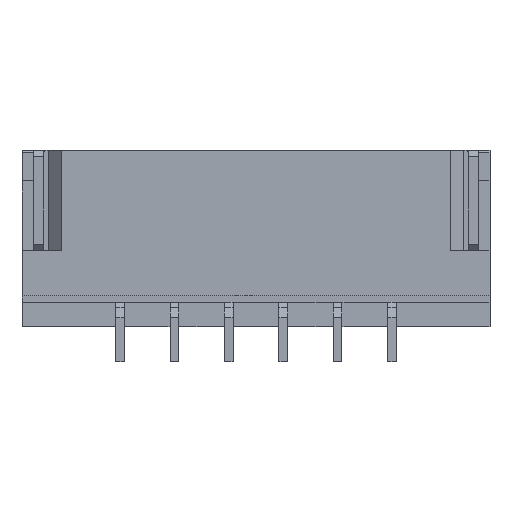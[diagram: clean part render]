
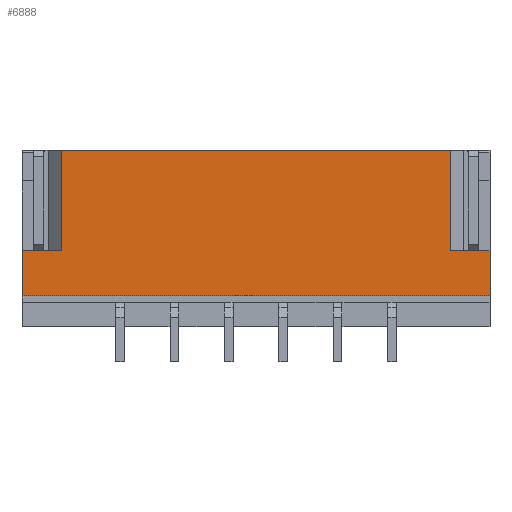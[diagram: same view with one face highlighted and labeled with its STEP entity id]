
A CAD part, front view. The second image highlights one B-rep face of the part: STEP entity #6888.
In plain terms, the highlighted planar face has unit normal (0, -1, 0).
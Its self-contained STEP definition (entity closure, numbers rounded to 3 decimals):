
#53 = ORIENTED_EDGE ( 'NONE', *, *, #6172, .T. ) ;
#107 = CARTESIAN_POINT ( 'NONE',  ( 7.875, 0.18, 2.025 ) ) ;
#312 = EDGE_LOOP ( 'NONE', ( #960, #9363, #53, #7789, #3540, #1919, #5573, #2996 ) ) ;
#505 = DIRECTION ( 'NONE',  ( 0., 1., 0. ) ) ;
#514 = DIRECTION ( 'NONE',  ( -1., 0., 0. ) ) ;
#745 = VECTOR ( 'NONE', #1341, 1000. ) ;
#770 = VECTOR ( 'NONE', #514, 1000. ) ;
#960 = ORIENTED_EDGE ( 'NONE', *, *, #1654, .T. ) ;
#1145 = EDGE_CURVE ( 'NONE', #4277, #7577, #6039, .T. ) ;
#1341 = DIRECTION ( 'NONE',  ( 0., 0., -1. ) ) ;
#1348 = VERTEX_POINT ( 'NONE', #1602 ) ;
#1442 = LINE ( 'NONE', #7351, #3174 ) ;
#1602 = CARTESIAN_POINT ( 'NONE',  ( -6.975, 0.18, -0.275 ) ) ;
#1654 = EDGE_CURVE ( 'NONE', #2940, #6976, #9386, .T. ) ;
#1735 = VERTEX_POINT ( 'NONE', #7996 ) ;
#1745 = DIRECTION ( 'NONE',  ( 0., 0., -1. ) ) ;
#1805 = CARTESIAN_POINT ( 'NONE',  ( 2.875, 0.18, 0. ) ) ;
#1898 = AXIS2_PLACEMENT_3D ( 'NONE', #9154, #505, #4967 ) ;
#1919 = ORIENTED_EDGE ( 'NONE', *, *, #8755, .F. ) ;
#1946 = DIRECTION ( 'NONE',  ( 0., 0., -1. ) ) ;
#2160 = CARTESIAN_POINT ( 'NONE',  ( 1.975, 0.18, -0.275 ) ) ;
#2618 = LINE ( 'NONE', #1805, #8379 ) ;
#2940 = VERTEX_POINT ( 'NONE', #6520 ) ;
#2996 = ORIENTED_EDGE ( 'NONE', *, *, #8943, .F. ) ;
#3174 = VECTOR ( 'NONE', #5184, 1000. ) ;
#3214 = EDGE_CURVE ( 'NONE', #8318, #1735, #1442, .T. ) ;
#3375 = LINE ( 'NONE', #4868, #4528 ) ;
#3437 = CARTESIAN_POINT ( 'NONE',  ( -6.975, 0.18, -0.275 ) ) ;
#3517 = FACE_OUTER_BOUND ( 'NONE', #312, .T. ) ;
#3540 = ORIENTED_EDGE ( 'NONE', *, *, #1145, .F. ) ;
#3583 = LINE ( 'NONE', #2160, #745 ) ;
#4101 = EDGE_CURVE ( 'NONE', #8367, #7577, #5728, .T. ) ;
#4112 = LINE ( 'NONE', #3437, #4543 ) ;
#4277 = VERTEX_POINT ( 'NONE', #7728 ) ;
#4444 = VECTOR ( 'NONE', #7417, 1000. ) ;
#4528 = VECTOR ( 'NONE', #6206, 1000. ) ;
#4543 = VECTOR ( 'NONE', #6287, 1000. ) ;
#4868 = CARTESIAN_POINT ( 'NONE',  ( -7.275, 0.18, -0.275 ) ) ;
#4967 = DIRECTION ( 'NONE',  ( 0., 0., 1. ) ) ;
#5184 = DIRECTION ( 'NONE',  ( 1., 0., 0. ) ) ;
#5573 = ORIENTED_EDGE ( 'NONE', *, *, #3214, .F. ) ;
#5728 = LINE ( 'NONE', #8640, #9098 ) ;
#5958 = CARTESIAN_POINT ( 'NONE',  ( -7.875, 0.18, -0.275 ) ) ;
#6039 = LINE ( 'NONE', #7575, #770 ) ;
#6172 = EDGE_CURVE ( 'NONE', #1348, #8367, #3375, .T. ) ;
#6206 = DIRECTION ( 'NONE',  ( -1., 0., 0. ) ) ;
#6287 = DIRECTION ( 'NONE',  ( 0., 0., -1. ) ) ;
#6520 = CARTESIAN_POINT ( 'NONE',  ( 1.975, 0.18, 2.025 ) ) ;
#6668 = CARTESIAN_POINT ( 'NONE',  ( 1.975, 0.18, -0.275 ) ) ;
#6888 = ADVANCED_FACE ( 'NONE', ( #3517 ), #7698, .F. ) ;
#6976 = VERTEX_POINT ( 'NONE', #7391 ) ;
#7351 = CARTESIAN_POINT ( 'NONE',  ( 2.275, 0.18, -0.275 ) ) ;
#7391 = CARTESIAN_POINT ( 'NONE',  ( -6.975, 0.18, 2.025 ) ) ;
#7417 = DIRECTION ( 'NONE',  ( -1., 0., 0. ) ) ;
#7575 = CARTESIAN_POINT ( 'NONE',  ( 7.875, 0.18, -1.315 ) ) ;
#7577 = VERTEX_POINT ( 'NONE', #7833 ) ;
#7698 = PLANE ( 'NONE',  #1898 ) ;
#7728 = CARTESIAN_POINT ( 'NONE',  ( 2.875, 0.18, -1.315 ) ) ;
#7789 = ORIENTED_EDGE ( 'NONE', *, *, #4101, .T. ) ;
#7833 = CARTESIAN_POINT ( 'NONE',  ( -7.875, 0.18, -1.315 ) ) ;
#7996 = CARTESIAN_POINT ( 'NONE',  ( 2.875, 0.18, -0.275 ) ) ;
#8318 = VERTEX_POINT ( 'NONE', #6668 ) ;
#8367 = VERTEX_POINT ( 'NONE', #5958 ) ;
#8379 = VECTOR ( 'NONE', #1946, 1000. ) ;
#8640 = CARTESIAN_POINT ( 'NONE',  ( -7.875, 0.18, 0. ) ) ;
#8755 = EDGE_CURVE ( 'NONE', #1735, #4277, #2618, .T. ) ;
#8943 = EDGE_CURVE ( 'NONE', #2940, #8318, #3583, .T. ) ;
#9098 = VECTOR ( 'NONE', #1745, 1000. ) ;
#9154 = CARTESIAN_POINT ( 'NONE',  ( 7.875, 0.18, 0. ) ) ;
#9228 = EDGE_CURVE ( 'NONE', #6976, #1348, #4112, .T. ) ;
#9363 = ORIENTED_EDGE ( 'NONE', *, *, #9228, .T. ) ;
#9386 = LINE ( 'NONE', #107, #4444 ) ;
